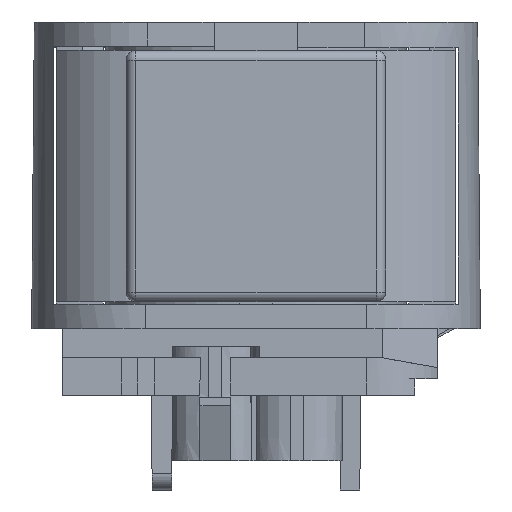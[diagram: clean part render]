
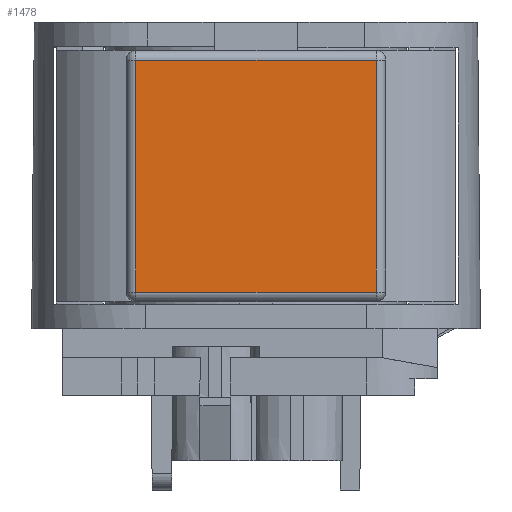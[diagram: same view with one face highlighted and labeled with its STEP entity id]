
A CAD part, left-side view. The second image highlights one B-rep face of the part: STEP entity #1478.
In plain terms, the highlighted planar face has unit normal (-1, 0, 0).
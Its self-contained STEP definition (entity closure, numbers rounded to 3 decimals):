
#782=FACE_OUTER_BOUND('',#3226,.T.);
#1478=ADVANCED_FACE('',(#782),#2054,.F.);
#2054=PLANE('',#14074);
#3226=EDGE_LOOP('',(#6693,#6694,#6695,#6696));
#6693=ORIENTED_EDGE('',*,*,#10021,.T.);
#6694=ORIENTED_EDGE('',*,*,#10033,.F.);
#6695=ORIENTED_EDGE('',*,*,#10006,.T.);
#6696=ORIENTED_EDGE('',*,*,#9968,.T.);
#8165=VERTEX_POINT('',#22286);
#8166=VERTEX_POINT('',#22288);
#8185=VERTEX_POINT('',#22364);
#8196=VERTEX_POINT('',#22392);
#9968=EDGE_CURVE('',#8165,#8166,#11518,.T.);
#10006=EDGE_CURVE('',#8185,#8165,#11544,.T.);
#10021=EDGE_CURVE('',#8166,#8196,#11554,.T.);
#10033=EDGE_CURVE('',#8185,#8196,#11563,.T.);
#11518=LINE('',#22289,#13026);
#11544=LINE('',#22363,#13052);
#11554=LINE('',#22393,#13062);
#11563=LINE('',#22417,#13071);
#13026=VECTOR('',#17048,1.);
#13052=VECTOR('',#17134,1.);
#13062=VECTOR('',#17160,1.);
#13071=VECTOR('',#17179,1.);
#14074=AXIS2_PLACEMENT_3D('',#22418,#17180,#17181);
#17048=DIRECTION('',(0.,0.,1.));
#17134=DIRECTION('',(0.,-1.,0.));
#17160=DIRECTION('',(0.,1.,0.));
#17179=DIRECTION('',(0.,0.,1.));
#17180=DIRECTION('',(1.,0.,0.));
#17181=DIRECTION('',(0.,-1.,0.));
#22286=CARTESIAN_POINT('',(-32.58,-7.4,-5.25));
#22288=CARTESIAN_POINT('',(-32.58,-7.4,9.05));
#22289=CARTESIAN_POINT('',(-32.58,-7.4,-5.85));
#22363=CARTESIAN_POINT('',(-32.58,-8.,-5.25));
#22364=CARTESIAN_POINT('',(-32.58,7.4,-5.25));
#22392=CARTESIAN_POINT('',(-32.58,7.4,9.05));
#22393=CARTESIAN_POINT('',(-32.58,-8.,9.05));
#22417=CARTESIAN_POINT('',(-32.58,7.4,-5.85));
#22418=CARTESIAN_POINT('',(-32.58,-8.,-5.85));
